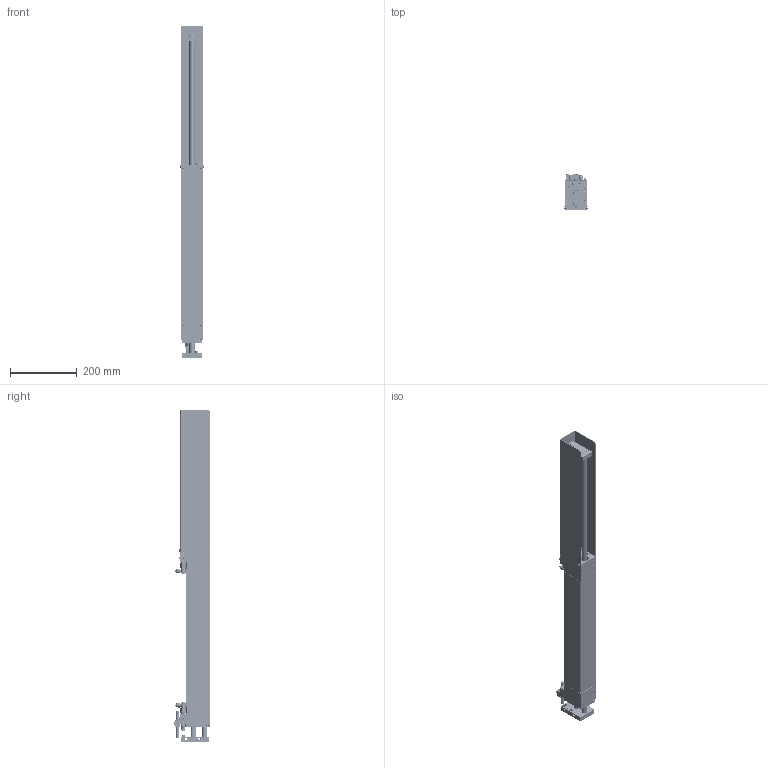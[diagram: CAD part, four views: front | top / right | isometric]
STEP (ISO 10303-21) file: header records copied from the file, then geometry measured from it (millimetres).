
FILE_DESCRIPTION(/* description */ (''),/* implementation_level */ '2;1');
FILE_NAME(/* name */ 'cd9765f6-4b30-43c7-83f6-a689b0f2c13c.stp',/* time_stamp */ '2020-11-20T08:08:17+00:00',/* author */ (''),/* organization */ (''),/* preprocessor_version */ 'ST-DEVELOPER v18.1',/* originating_system */ 'Autodesk Translation Framework v9.3.0.1241',/* authorisation */ '');
FILE_SCHEMA (('AUTOMOTIVE_DESIGN { 1 0 10303 214 3 1 1 }'));
Products named in the file (22): LH 400; Body_part_2; Body_part_1; Cover; Rod_1; Body_part_4; Screw_M12; Body_part_5; Rod_2; Body_part_6; Stop_part; OB 15/10 K; OB 15/10 K_1; Retaining_ring_9; Body_part; Nut_M9; Nut_M14; Pan_head_screw_M5; Socket_head_screw_M5; Socket_head_screw_M6x12; Socket_head_screw_M6_20; Socket_head_screw_M6x25
Assembly tree (38 placements, depth 3):
  LH 400
    Body_part_2  x2
    Body_part_1
    Cover
    Rod_1  x2
    Body_part_4
    Stop_part  x4
    Screw_M12  x2
    Body_part_5
    Rod_2
    Body_part_6
    OB 15/10 K
      Retaining_ring_9
      Body_part
      Nut_M9
      Nut_M14
    OB 15/10 K_1
      Retaining_ring_9
      Body_part
      Nut_M9
      Nut_M14
    Pan_head_screw_M5  x3
    Socket_head_screw_M5  x4
    Socket_head_screw_M6x12
    Socket_head_screw_M6_20  x2
    Socket_head_screw_M6x25  x2
Bounding box: 70.43 x 107.5 x 997 mm (x, y, z)
Volume: 3118877.5 mm3; surface area: 621441.9 mm2
Topology: 36 solids, 36 shells, 4790 faces, 13320 edges, 8692 vertices
Faces by surface type: cylinder 3504, plane 707, bspline 324, cone 242, torus 7, sphere 6
Full cylindrical faces by diameter (mm): 3 x4, 3.451 x60, 3.961 x96, 4 x2, 4.234 x100, 4.5 x2, 4.826 x57, 5 x115, 5.026 x128, 5.035 x234, 5.12 x40, 5.5 x8, 6 x143, 6.147 x129, 6.3 x2, 6.5 x4, 6.779 x120, 7 x2, 7.9 x4, 8 x4, 8.036 x6, 8.047 x6, 8.17 x64, 8.4 x2, 8.526 x26, 8.908 x14, 9 x2, 9.146 x6, 9.474 x3, 10 x12
Entity records: 202181 total; most frequent: CARTESIAN_POINT 144292, ORIENTED_EDGE 14078, DIRECTION 8593, EDGE_CURVE 7039, VERTEX_POINT 4582, B_SPLINE_CURVE_WITH_KNOTS 3854, AXIS2_PLACEMENT_3D 3045, EDGE_LOOP 2675
